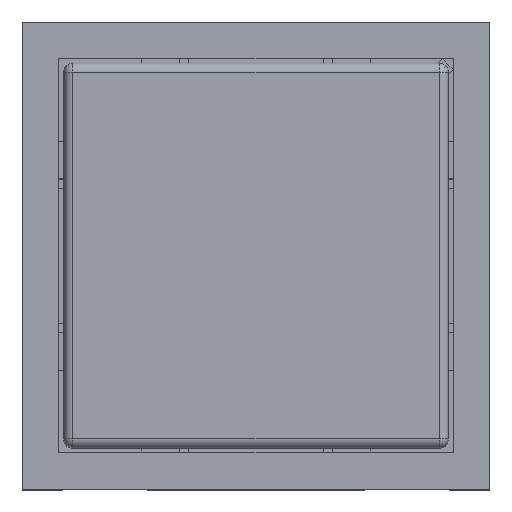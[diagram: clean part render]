
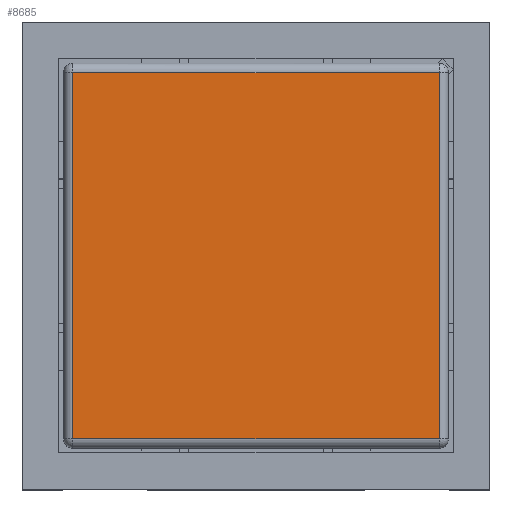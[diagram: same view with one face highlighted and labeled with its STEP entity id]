
A CAD part, top view. The second image highlights one B-rep face of the part: STEP entity #8685.
In plain terms, the highlighted planar face has unit normal (0, 0, 1).
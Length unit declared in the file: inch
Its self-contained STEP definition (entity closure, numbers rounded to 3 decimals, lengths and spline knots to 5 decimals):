
#8100=CARTESIAN_POINT('',(-0.19193,0.19193,0.34252));
#8101=VERTEX_POINT('',#8100);
#8126=CARTESIAN_POINT('',(0.19193,0.19193,0.34252));
#8127=VERTEX_POINT('',#8126);
#8170=CARTESIAN_POINT('',(-0.19193,-0.19193,0.34252));
#8171=VERTEX_POINT('',#8170);
#8196=CARTESIAN_POINT('',(0.19193,-0.19193,0.34252));
#8197=VERTEX_POINT('',#8196);
#8237=CARTESIAN_POINT('',(0.19193,-0.19193,0.34252));
#8238=DIRECTION('',(-1.0,0.0,0.0));
#8239=VECTOR('',#8238,0.38386);
#8240=LINE('',#8237,#8239);
#8241=EDGE_CURVE('',#8197,#8171,#8240,.T.);
#8291=CARTESIAN_POINT('',(0.19193,0.19193,0.34252));
#8292=DIRECTION('',(0.0,-1.0,0.0));
#8293=VECTOR('',#8292,0.38386);
#8294=LINE('',#8291,#8293);
#8295=EDGE_CURVE('',#8127,#8197,#8294,.T.);
#8313=CARTESIAN_POINT('',(-0.19193,-0.19193,0.34252));
#8314=DIRECTION('',(0.0,1.0,0.0));
#8315=VECTOR('',#8314,0.38386);
#8316=LINE('',#8313,#8315);
#8317=EDGE_CURVE('',#8171,#8101,#8316,.T.);
#8367=CARTESIAN_POINT('',(-0.19193,0.19193,0.34252));
#8368=DIRECTION('',(1.0,0.0,0.0));
#8369=VECTOR('',#8368,0.38386);
#8370=LINE('',#8367,#8369);
#8371=EDGE_CURVE('',#8101,#8127,#8370,.T.);
#8674=CARTESIAN_POINT('',(0.,0.,0.34252));
#8675=DIRECTION('',(0.0,0.0,1.0));
#8676=DIRECTION('',(1.0,0.0,0.0));
#8677=AXIS2_PLACEMENT_3D('',#8674,#8675,#8676);
#8678=PLANE('',#8677);
#8679=ORIENTED_EDGE('',*,*,#8241,.F.);
#8680=ORIENTED_EDGE('',*,*,#8295,.F.);
#8681=ORIENTED_EDGE('',*,*,#8371,.F.);
#8682=ORIENTED_EDGE('',*,*,#8317,.F.);
#8683=EDGE_LOOP('',(#8679,#8680,#8681,#8682));
#8684=FACE_OUTER_BOUND('',#8683,.T.);
#8685=ADVANCED_FACE('',(#8684),#8678,.T.);
